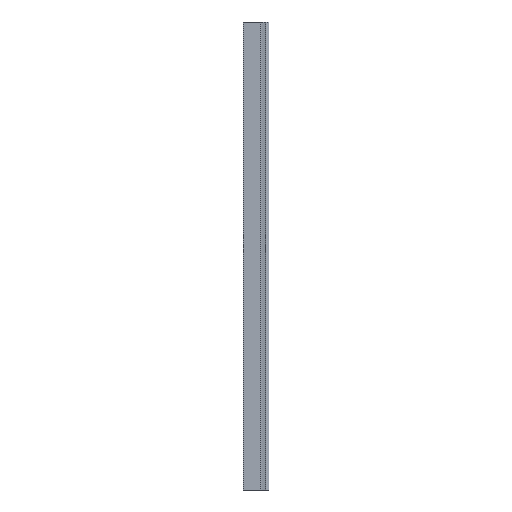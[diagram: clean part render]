
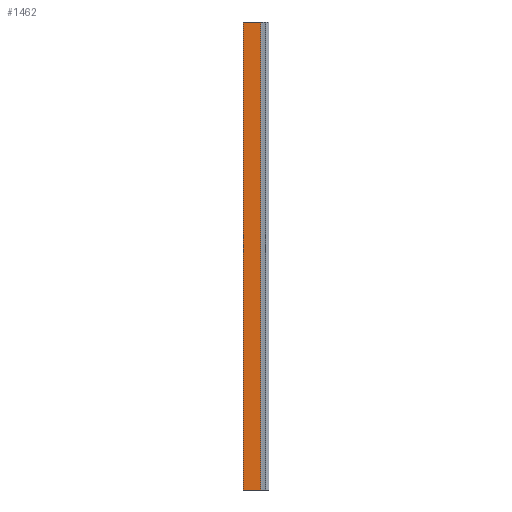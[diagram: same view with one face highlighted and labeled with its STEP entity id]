
A CAD part, left-side view. The second image highlights one B-rep face of the part: STEP entity #1462.
In plain terms, the highlighted planar face has unit normal (-1, 0, 0).
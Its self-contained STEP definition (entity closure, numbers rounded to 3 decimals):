
#54 = VECTOR ( 'NONE', #652, 1000. ) ;
#59 = CARTESIAN_POINT ( 'NONE',  ( -19., 1., -250. ) ) ;
#151 = DIRECTION ( 'NONE',  ( 0., 0., -1. ) ) ;
#186 = CARTESIAN_POINT ( 'NONE',  ( -19., 19.8, 250. ) ) ;
#193 = DIRECTION ( 'NONE',  ( 0., 0., -1. ) ) ;
#221 = VECTOR ( 'NONE', #1834, 1000. ) ;
#284 = VERTEX_POINT ( 'NONE', #1631 ) ;
#330 = LINE ( 'NONE', #1305, #1614 ) ;
#416 = AXIS2_PLACEMENT_3D ( 'NONE', #1842, #811, #787 ) ;
#463 = ORIENTED_EDGE ( 'NONE', *, *, #1035, .F. ) ;
#472 = EDGE_CURVE ( 'NONE', #829, #284, #616, .T. ) ;
#601 = ORIENTED_EDGE ( 'NONE', *, *, #472, .T. ) ;
#616 = LINE ( 'NONE', #186, #1084 ) ;
#627 = EDGE_LOOP ( 'NONE', ( #1276, #463, #1706, #601 ) ) ;
#652 = DIRECTION ( 'NONE',  ( 0., -1., 0. ) ) ;
#681 = PLANE ( 'NONE',  #416 ) ;
#686 = CARTESIAN_POINT ( 'NONE',  ( -19., 1., -250. ) ) ;
#687 = LINE ( 'NONE', #1080, #221 ) ;
#787 = DIRECTION ( 'NONE',  ( 0., 0., -1. ) ) ;
#791 = LINE ( 'NONE', #686, #54 ) ;
#811 = DIRECTION ( 'NONE',  ( 1., 0., 0. ) ) ;
#829 = VERTEX_POINT ( 'NONE', #1166 ) ;
#888 = VERTEX_POINT ( 'NONE', #1108 ) ;
#1035 = EDGE_CURVE ( 'NONE', #888, #1610, #330, .T. ) ;
#1080 = CARTESIAN_POINT ( 'NONE',  ( -19., 1., 250. ) ) ;
#1084 = VECTOR ( 'NONE', #193, 1000. ) ;
#1097 = FACE_OUTER_BOUND ( 'NONE', #627, .T. ) ;
#1108 = CARTESIAN_POINT ( 'NONE',  ( -19., 1., 250. ) ) ;
#1166 = CARTESIAN_POINT ( 'NONE',  ( -19., 19.8, 250. ) ) ;
#1276 = ORIENTED_EDGE ( 'NONE', *, *, #1758, .T. ) ;
#1305 = CARTESIAN_POINT ( 'NONE',  ( -19., 1., 250. ) ) ;
#1462 = ADVANCED_FACE ( 'NONE', ( #1097 ), #681, .F. ) ;
#1516 = EDGE_CURVE ( 'NONE', #829, #888, #687, .T. ) ;
#1610 = VERTEX_POINT ( 'NONE', #59 ) ;
#1614 = VECTOR ( 'NONE', #151, 1000. ) ;
#1631 = CARTESIAN_POINT ( 'NONE',  ( -19., 19.8, -250. ) ) ;
#1706 = ORIENTED_EDGE ( 'NONE', *, *, #1516, .F. ) ;
#1758 = EDGE_CURVE ( 'NONE', #284, #1610, #791, .T. ) ;
#1834 = DIRECTION ( 'NONE',  ( 0., -1., 0. ) ) ;
#1842 = CARTESIAN_POINT ( 'NONE',  ( -19., 1., 250. ) ) ;
